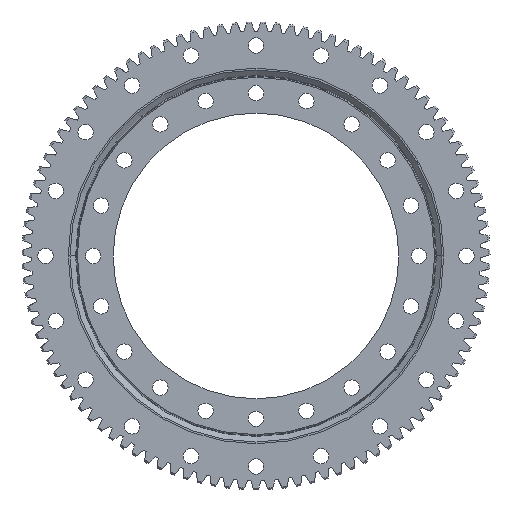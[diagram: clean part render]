
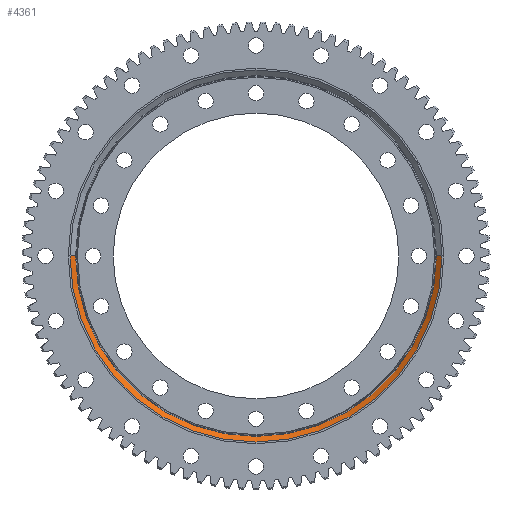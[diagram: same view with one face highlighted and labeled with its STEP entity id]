
A CAD part, front view. The second image highlights one B-rep face of the part: STEP entity #4361.
In plain terms, the highlighted conical face has half-angle 49.914 degrees and reference radius 210.27 mm.
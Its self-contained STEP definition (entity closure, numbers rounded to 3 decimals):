
#1244 = CARTESIAN_POINT ( 'NONE',  ( 0., -24.05, 0. ) ) ;
#1246 = EDGE_CURVE ( 'NONE', #20361, #15076, #17688, .T. ) ;
#1520 = ORIENTED_EDGE ( 'NONE', *, *, #8317, .F. ) ;
#1566 = CARTESIAN_POINT ( 'NONE',  ( 210.27, -24.05, 0. ) ) ;
#1595 = FACE_OUTER_BOUND ( 'NONE', #4149, .T. ) ;
#2505 = EDGE_CURVE ( 'NONE', #20361, #14976, #4184, .T. ) ;
#2622 = DIRECTION ( 'NONE',  ( -1., 0., 0. ) ) ;
#3060 = AXIS2_PLACEMENT_3D ( 'NONE', #11539, #13335, #13690 ) ;
#4149 = EDGE_LOOP ( 'NONE', ( #11854, #14484, #1520, #13168 ) ) ;
#4184 = LINE ( 'NONE', #15731, #24692 ) ;
#4361 = ADVANCED_FACE ( 'NONE', ( #1595 ), #11190, .F. ) ;
#6147 = DIRECTION ( 'NONE',  ( -1., 0., 0. ) ) ;
#7121 = DIRECTION ( 'NONE',  ( 0., 1., 0. ) ) ;
#7868 = CARTESIAN_POINT ( 'NONE',  ( -210.27, -24.05, 0. ) ) ;
#8317 = EDGE_CURVE ( 'NONE', #14976, #19177, #15246, .T. ) ;
#8406 = EDGE_CURVE ( 'NONE', #15076, #19177, #14590, .T. ) ;
#8625 = AXIS2_PLACEMENT_3D ( 'NONE', #1244, #8821, #6147 ) ;
#8821 = DIRECTION ( 'NONE',  ( 0., 1., 0. ) ) ;
#9433 = AXIS2_PLACEMENT_3D ( 'NONE', #26547, #7121, #2622 ) ;
#11190 = CONICAL_SURFACE ( 'NONE', #3060, 210.27, 0.871 ) ;
#11539 = CARTESIAN_POINT ( 'NONE',  ( 0., -24.05, 0. ) ) ;
#11663 = CARTESIAN_POINT ( 'NONE',  ( 204.27, -19., 0. ) ) ;
#11854 = ORIENTED_EDGE ( 'NONE', *, *, #1246, .T. ) ;
#13168 = ORIENTED_EDGE ( 'NONE', *, *, #2505, .F. ) ;
#13335 = DIRECTION ( 'NONE',  ( 0., -1., 0. ) ) ;
#13690 = DIRECTION ( 'NONE',  ( 1., 0., 0. ) ) ;
#14484 = ORIENTED_EDGE ( 'NONE', *, *, #8406, .T. ) ;
#14590 = LINE ( 'NONE', #7868, #24868 ) ;
#14976 = VERTEX_POINT ( 'NONE', #1566 ) ;
#15076 = VERTEX_POINT ( 'NONE', #22258 ) ;
#15246 = CIRCLE ( 'NONE', #8625, 210.27 ) ;
#15423 = CARTESIAN_POINT ( 'NONE',  ( -210.27, -24.05, 0. ) ) ;
#15731 = CARTESIAN_POINT ( 'NONE',  ( 210.27, -24.05, 0. ) ) ;
#17688 = CIRCLE ( 'NONE', #9433, 204.27 ) ;
#18072 = DIRECTION ( 'NONE',  ( -0.765, -0.644, 0. ) ) ;
#19177 = VERTEX_POINT ( 'NONE', #15423 ) ;
#20361 = VERTEX_POINT ( 'NONE', #11663 ) ;
#22258 = CARTESIAN_POINT ( 'NONE',  ( -204.27, -19., 0. ) ) ;
#23548 = DIRECTION ( 'NONE',  ( 0.765, -0.644, 0. ) ) ;
#24692 = VECTOR ( 'NONE', #23548, 1000. ) ;
#24868 = VECTOR ( 'NONE', #18072, 1000. ) ;
#26547 = CARTESIAN_POINT ( 'NONE',  ( 0., -19., 0. ) ) ;
